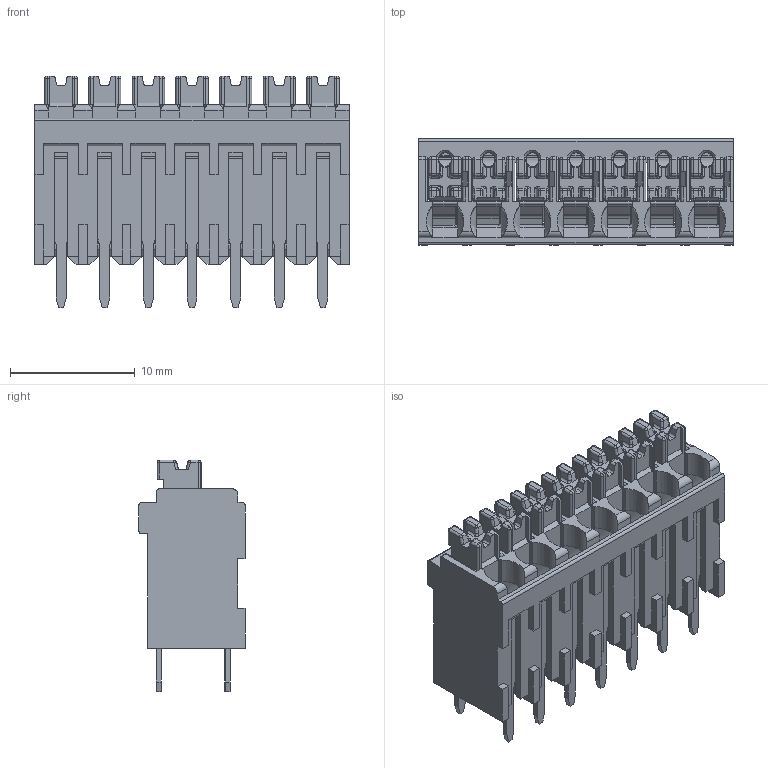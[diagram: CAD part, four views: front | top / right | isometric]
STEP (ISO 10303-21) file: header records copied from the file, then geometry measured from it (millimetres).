
FILE_DESCRIPTION(/* description */ ('Unknown'),/* implementation_level */ '2;1');
FILE_NAME(/* name */ '691410100007',/* time_stamp */ '2021-08-11T15:35:00+02:00',/* author */ ('Unknown'),/* organization */ ('Unknown'),/* preprocessor_version */ 'ST-DEVELOPER v16.7',/* originating_system */ 'Solid Edge',/* authorisation */ 'Unknown');
FILE_SCHEMA (('AUTOMOTIVE_DESIGN {1 0 10303 214 3 1 1}'));
Length unit declared in the file: millimetre
Products named in the file (5): 6914101000xx; 691410100007; 6914101000xx_SolderPin; 6914101000xx_SpringClamp; 6914101000xx_Lever
Assembly tree (22 placements, depth 2):
  6914101000xx
    691410100007
    6914101000xx_SolderPin  x7
    6914101000xx_SpringClamp  x7
    6914101000xx_Lever  x7
Bounding box: 25.2 x 8.5 x 18.6 mm (x, y, z)
Volume: 1308.8 mm3; surface area: 4942.8 mm2
Topology: 22 solids, 22 shells, 2405 faces, 6570 edges, 4075 vertices
Faces by surface type: plane 1480, cylinder 672, sphere 113, bspline 98, torus 28, cone 14
Entity records: 27985 total; most frequent: CARTESIAN_POINT 5454, ORIENTED_EDGE 4826, DIRECTION 4443, EDGE_CURVE 2413, LINE 1999, VECTOR 1999, VERTEX_POINT 1531, AXIS2_PLACEMENT_3D 1222
